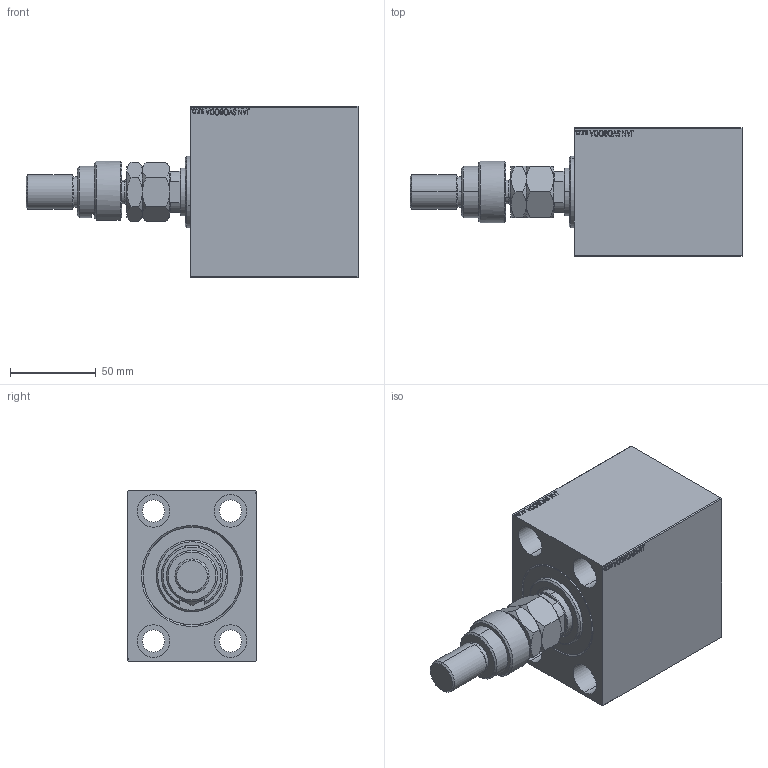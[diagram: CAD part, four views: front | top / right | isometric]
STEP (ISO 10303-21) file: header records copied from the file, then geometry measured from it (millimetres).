
FILE_DESCRIPTION (( 'STEP AP203' ), '1' );
FILE_NAME ('7eb9.STEP', '2024-02-11T14:47:25', ( '' ), ( '' ), 'SwSTEP 2.0', 'SolidWorks 2019', '' );
FILE_SCHEMA (( 'CONFIG_CONTROL_DESIGN' ));
Length unit declared in the file: millimetre
Products named in the file (7): V450CM_VC_B f8a9944d7c4d88141bc25e44f3cb76ea; MFA f8a9944d7c4d88141bc25e44f3cb76ea; V450CM_C_VCP f8a9944d7c4d88141bc25e44f3cb76ea; FEMALE_PART_FOR_DFA f8a9944d7c4d88141bc25e44f3cb76ea; V450CM_C_Body f8a9944d7c4d88141bc25e44f3cb76ea; DFA f8a9944d7c4d88141bc25e44f3cb76ea; 7eb9
Assembly tree (6 placements, depth 3):
  7eb9
    V450CM_C_Body f8a9944d7c4d88141bc25e44f3cb76ea
    V450CM_C_VCP f8a9944d7c4d88141bc25e44f3cb76ea
    V450CM_VC_B f8a9944d7c4d88141bc25e44f3cb76ea
    DFA f8a9944d7c4d88141bc25e44f3cb76ea
      FEMALE_PART_FOR_DFA f8a9944d7c4d88141bc25e44f3cb76ea
      MFA f8a9944d7c4d88141bc25e44f3cb76ea
Bounding box: 194 x 75 x 100 mm (x, y, z)
Volume: 679899.6 mm3; surface area: 118719.5 mm2
Topology: 5 solids, 5 shells, 950 faces, 2398 edges, 1573 vertices
Faces by surface type: plane 437, bspline 380, cylinder 75, cone 54, torus 4
Entity records: 46951 total; most frequent: CARTESIAN_POINT 25919, ORIENTED_EDGE 4792, DIRECTION 2936, EDGE_CURVE 2396, VERTEX_POINT 1573, VECTOR 1364, LINE 1364, EDGE_LOOP 1081
